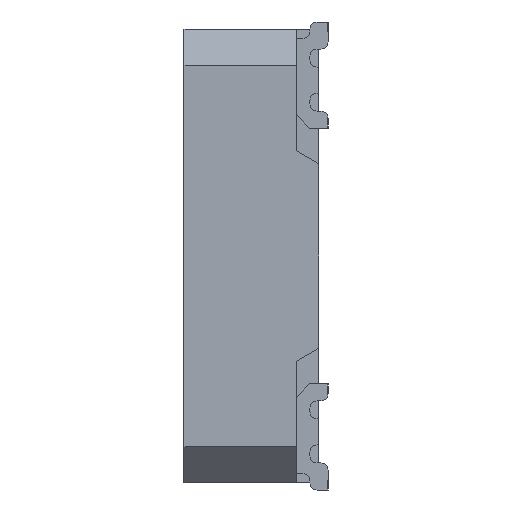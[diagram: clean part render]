
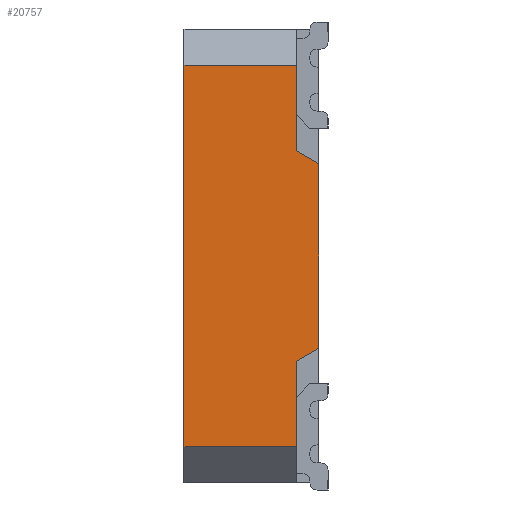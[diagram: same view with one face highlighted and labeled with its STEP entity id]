
A CAD part, left-side view. The second image highlights one B-rep face of the part: STEP entity #20757.
In plain terms, the highlighted planar face has unit normal (-1, 0, 0).
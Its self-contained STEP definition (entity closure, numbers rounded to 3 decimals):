
#329 = VECTOR ( 'NONE', #24193, 1000. ) ;
#467 = LINE ( 'NONE', #2185, #329 ) ;
#1195 = CARTESIAN_POINT ( 'NONE',  ( -2.25, 0.8, 1.06 ) ) ;
#1212 = VECTOR ( 'NONE', #11005, 1000. ) ;
#1568 = LINE ( 'NONE', #3526, #22116 ) ;
#1774 = LINE ( 'NONE', #20548, #8339 ) ;
#2185 = CARTESIAN_POINT ( 'NONE',  ( -2.25, 0.8, 1.06 ) ) ;
#2388 = VERTEX_POINT ( 'NONE', #20243 ) ;
#2389 = DIRECTION ( 'NONE',  ( 0., 0., -1. ) ) ;
#2473 = VECTOR ( 'NONE', #2389, 1000. ) ;
#2774 = ORIENTED_EDGE ( 'NONE', *, *, #11306, .F. ) ;
#2806 = EDGE_CURVE ( 'NONE', #11862, #2388, #5236, .T. ) ;
#3526 = CARTESIAN_POINT ( 'NONE',  ( -2.25, 0.175, -1.26 ) ) ;
#3659 = PLANE ( 'NONE',  #19740 ) ;
#4244 = CARTESIAN_POINT ( 'NONE',  ( -2.25, 0.175, 1.26 ) ) ;
#4637 = VERTEX_POINT ( 'NONE', #8097 ) ;
#4823 = VERTEX_POINT ( 'NONE', #22776 ) ;
#4992 = EDGE_CURVE ( 'NONE', #4823, #21057, #1774, .T. ) ;
#5236 = LINE ( 'NONE', #12960, #1212 ) ;
#5311 = ORIENTED_EDGE ( 'NONE', *, *, #2806, .F. ) ;
#6613 = ORIENTED_EDGE ( 'NONE', *, *, #21334, .T. ) ;
#6786 = EDGE_CURVE ( 'NONE', #21057, #4637, #17950, .T. ) ;
#7084 = VERTEX_POINT ( 'NONE', #1195 ) ;
#7228 = CARTESIAN_POINT ( 'NONE',  ( -2.25, -0.631, -0.12 ) ) ;
#7610 = CARTESIAN_POINT ( 'NONE',  ( -2.25, 0.175, -0.585 ) ) ;
#7694 = CARTESIAN_POINT ( 'NONE',  ( -2.25, 0.05, 1.06 ) ) ;
#8000 = EDGE_CURVE ( 'NONE', #9571, #4637, #21073, .T. ) ;
#8097 = CARTESIAN_POINT ( 'NONE',  ( -2.25, 0.175, 0.585 ) ) ;
#8339 = VECTOR ( 'NONE', #11094, 1000. ) ;
#8464 = DIRECTION ( 'NONE',  ( 0., 0.866, 0.5 ) ) ;
#9571 = VERTEX_POINT ( 'NONE', #14528 ) ;
#10665 = VECTOR ( 'NONE', #8464, 1000. ) ;
#10828 = ORIENTED_EDGE ( 'NONE', *, *, #15749, .F. ) ;
#11005 = DIRECTION ( 'NONE',  ( 0., 1., 0. ) ) ;
#11073 = CARTESIAN_POINT ( 'NONE',  ( -2.25, 0.05, 1.06 ) ) ;
#11094 = DIRECTION ( 'NONE',  ( 0., 0., 1. ) ) ;
#11172 = DIRECTION ( 'NONE',  ( 0., -0.866, 0.5 ) ) ;
#11306 = EDGE_CURVE ( 'NONE', #23159, #11862, #1568, .T. ) ;
#11862 = VERTEX_POINT ( 'NONE', #15908 ) ;
#12565 = ORIENTED_EDGE ( 'NONE', *, *, #8000, .F. ) ;
#12635 = CARTESIAN_POINT ( 'NONE',  ( -2.25, 0.287, 0.65 ) ) ;
#12736 = DIRECTION ( 'NONE',  ( 0., 0., -1. ) ) ;
#12960 = CARTESIAN_POINT ( 'NONE',  ( -2.25, 0.05, -1.06 ) ) ;
#13031 = EDGE_LOOP ( 'NONE', ( #13198, #15083, #12565, #16425, #10828, #5311, #2774, #6613 ) ) ;
#13198 = ORIENTED_EDGE ( 'NONE', *, *, #4992, .T. ) ;
#14528 = CARTESIAN_POINT ( 'NONE',  ( -2.25, 0.175, 1.06 ) ) ;
#14733 = LINE ( 'NONE', #7228, #24116 ) ;
#14767 = LINE ( 'NONE', #11073, #14942 ) ;
#14942 = VECTOR ( 'NONE', #23740, 1000. ) ;
#15083 = ORIENTED_EDGE ( 'NONE', *, *, #6786, .T. ) ;
#15560 = CARTESIAN_POINT ( 'NONE',  ( -2.25, 0.05, 0.513 ) ) ;
#15749 = EDGE_CURVE ( 'NONE', #2388, #7084, #467, .T. ) ;
#15908 = CARTESIAN_POINT ( 'NONE',  ( -2.25, 0.175, -1.06 ) ) ;
#16425 = ORIENTED_EDGE ( 'NONE', *, *, #19035, .T. ) ;
#17950 = LINE ( 'NONE', #12635, #10665 ) ;
#18633 = DIRECTION ( 'NONE',  ( -1., 0., 0. ) ) ;
#19035 = EDGE_CURVE ( 'NONE', #9571, #7084, #14767, .T. ) ;
#19740 = AXIS2_PLACEMENT_3D ( 'NONE', #7694, #18633, #24275 ) ;
#20243 = CARTESIAN_POINT ( 'NONE',  ( -2.25, 0.8, -1.06 ) ) ;
#20466 = FACE_OUTER_BOUND ( 'NONE', #13031, .T. ) ;
#20548 = CARTESIAN_POINT ( 'NONE',  ( -2.25, 0.05, 1.06 ) ) ;
#20757 = ADVANCED_FACE ( 'NONE', ( #20466 ), #3659, .T. ) ;
#21057 = VERTEX_POINT ( 'NONE', #15560 ) ;
#21073 = LINE ( 'NONE', #4244, #2473 ) ;
#21334 = EDGE_CURVE ( 'NONE', #23159, #4823, #14733, .T. ) ;
#22116 = VECTOR ( 'NONE', #12736, 1000. ) ;
#22776 = CARTESIAN_POINT ( 'NONE',  ( -2.25, 0.05, -0.513 ) ) ;
#23159 = VERTEX_POINT ( 'NONE', #7610 ) ;
#23740 = DIRECTION ( 'NONE',  ( 0., 1., 0. ) ) ;
#24116 = VECTOR ( 'NONE', #11172, 1000. ) ;
#24193 = DIRECTION ( 'NONE',  ( 0., 0., 1. ) ) ;
#24275 = DIRECTION ( 'NONE',  ( 0., 0., 1. ) ) ;
